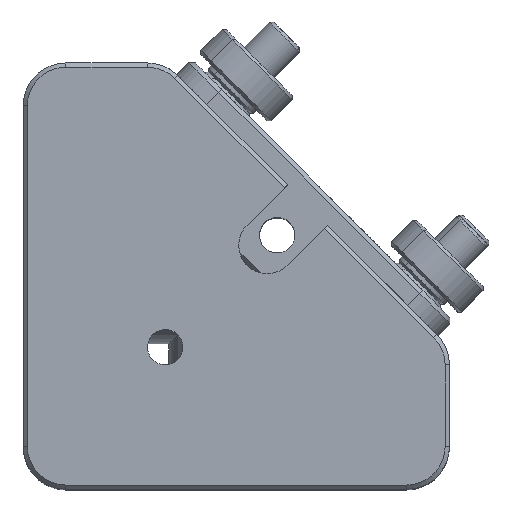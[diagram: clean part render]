
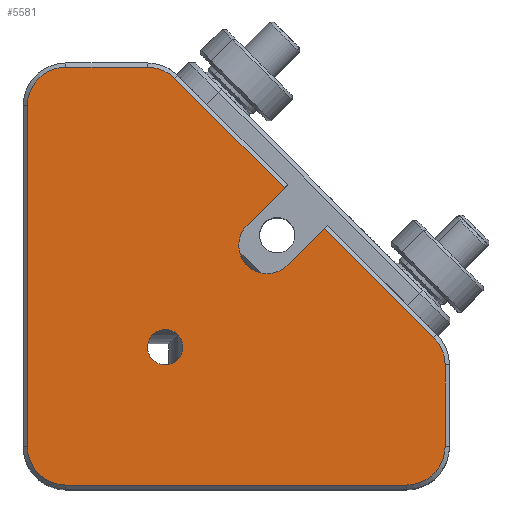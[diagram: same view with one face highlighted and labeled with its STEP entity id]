
A CAD part, top view. The second image highlights one B-rep face of the part: STEP entity #5581.
In plain terms, the highlighted planar face has unit normal (0, 0, 1).
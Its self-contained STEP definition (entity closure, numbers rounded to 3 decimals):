
#64 = CARTESIAN_POINT ( 'NONE',  ( 17.543, 14.263, 45. ) ) ;
#126 = CARTESIAN_POINT ( 'NONE',  ( -7.369, 19.051, 45. ) ) ;
#457 = VERTEX_POINT ( 'NONE', #18880 ) ;
#491 = DIRECTION ( 'NONE',  ( 0., 0., 1. ) ) ;
#525 = VERTEX_POINT ( 'NONE', #2369 ) ;
#542 = AXIS2_PLACEMENT_3D ( 'NONE', #6119, #13484, #12026 ) ;
#604 = CARTESIAN_POINT ( 'NONE',  ( -2.157, -5.737, 45. ) ) ;
#641 = CARTESIAN_POINT ( 'NONE',  ( -3.4, 11.263, 45. ) ) ;
#828 = DIRECTION ( 'NONE',  ( 0., 0., 1. ) ) ;
#1040 = EDGE_CURVE ( 'NONE', #18709, #11747, #10417, .T. ) ;
#1129 = LINE ( 'NONE', #1847, #4619 ) ;
#1282 = VERTEX_POINT ( 'NONE', #13695 ) ;
#1413 = ORIENTED_EDGE ( 'NONE', *, *, #10587, .T. ) ;
#1469 = DIRECTION ( 'NONE',  ( -1., 0., 0. ) ) ;
#1564 = VECTOR ( 'NONE', #8167, 1000. ) ;
#1570 = EDGE_CURVE ( 'NONE', #18559, #525, #16261, .T. ) ;
#1688 = EDGE_CURVE ( 'NONE', #5167, #2341, #12028, .T. ) ;
#1690 = CARTESIAN_POINT ( 'NONE',  ( -11.857, -12.737, 45. ) ) ;
#1799 = CARTESIAN_POINT ( 'NONE',  ( -0.907, -5.737, 45. ) ) ;
#1847 = CARTESIAN_POINT ( 'NONE',  ( -11.857, 14.263, 45. ) ) ;
#1868 = CARTESIAN_POINT ( 'NONE',  ( -9.157, -12.737, 45. ) ) ;
#2044 = AXIS2_PLACEMENT_3D ( 'NONE', #18406, #7731, #9434 ) ;
#2341 = VERTEX_POINT ( 'NONE', #16730 ) ;
#2354 = CARTESIAN_POINT ( 'NONE',  ( 14.843, -12.737, 45. ) ) ;
#2369 = CARTESIAN_POINT ( 'NONE',  ( 14.843, -15.437, 45. ) ) ;
#2424 = AXIS2_PLACEMENT_3D ( 'NONE', #6526, #9834, #9877 ) ;
#2527 = AXIS2_PLACEMENT_3D ( 'NONE', #1868, #491, #13981 ) ;
#2757 = EDGE_CURVE ( 'NONE', #525, #457, #11754, .T. ) ;
#2841 = DIRECTION ( 'NONE',  ( 0., 1., 0. ) ) ;
#2990 = CIRCLE ( 'NONE', #12536, 2.7 ) ;
#3079 = CARTESIAN_POINT ( 'NONE',  ( -3.4, 13.963, 45. ) ) ;
#3325 = CARTESIAN_POINT ( 'NONE',  ( 6.429, 0.02, 45. ) ) ;
#3439 = VECTOR ( 'NONE', #8753, 1000. ) ;
#3556 = EDGE_CURVE ( 'NONE', #18619, #12057, #16923, .T. ) ;
#3621 = ORIENTED_EDGE ( 'NONE', *, *, #7363, .T. ) ;
#3808 = VECTOR ( 'NONE', #1469, 1000. ) ;
#3926 = VECTOR ( 'NONE', #2841, 1000. ) ;
#4091 = VECTOR ( 'NONE', #13021, 1000. ) ;
#4118 = EDGE_LOOP ( 'NONE', ( #4976, #9590 ) ) ;
#4167 = LINE ( 'NONE', #126, #8576 ) ;
#4199 = CIRCLE ( 'NONE', #2044, 1.25 ) ;
#4344 = VERTEX_POINT ( 'NONE', #13616 ) ;
#4391 = FACE_OUTER_BOUND ( 'NONE', #17331, .T. ) ;
#4531 = CARTESIAN_POINT ( 'NONE',  ( -9.157, 13.963, 45. ) ) ;
#4619 = VECTOR ( 'NONE', #12311, 1000. ) ;
#4651 = ORIENTED_EDGE ( 'NONE', *, *, #12960, .T. ) ;
#4676 = CIRCLE ( 'NONE', #9263, 2.7 ) ;
#4966 = DIRECTION ( 'NONE',  ( -1., 0., 0. ) ) ;
#4976 = ORIENTED_EDGE ( 'NONE', *, *, #5104, .F. ) ;
#5104 = EDGE_CURVE ( 'NONE', #14380, #5230, #11610, .T. ) ;
#5167 = VERTEX_POINT ( 'NONE', #6841 ) ;
#5230 = VERTEX_POINT ( 'NONE', #19014 ) ;
#5581 = ADVANCED_FACE ( 'NONE', ( #16292, #4391 ), #5647, .F. ) ;
#5647 = PLANE ( 'NONE',  #11959 ) ;
#5983 = LINE ( 'NONE', #64, #3926 ) ;
#6055 = DIRECTION ( 'NONE',  ( -0.707, 0.707, 0. ) ) ;
#6119 = CARTESIAN_POINT ( 'NONE',  ( 14.843, -6.98, 45. ) ) ;
#6423 = ORIENTED_EDGE ( 'NONE', *, *, #1570, .T. ) ;
#6526 = CARTESIAN_POINT ( 'NONE',  ( 5.015, 1.434, 45. ) ) ;
#6591 = DIRECTION ( 'NONE',  ( 0., 0., 1. ) ) ;
#6603 = CARTESIAN_POINT ( 'NONE',  ( 17.543, -6.98, 45. ) ) ;
#6759 = EDGE_CURVE ( 'NONE', #11747, #12057, #4167, .T. ) ;
#6841 = CARTESIAN_POINT ( 'NONE',  ( 6.217, 5.465, 45. ) ) ;
#7035 = CARTESIAN_POINT ( 'NONE',  ( 6.429, 0.02, 45. ) ) ;
#7363 = EDGE_CURVE ( 'NONE', #457, #18709, #5983, .T. ) ;
#7722 = CARTESIAN_POINT ( 'NONE',  ( 16.752, -5.071, 45. ) ) ;
#7731 = DIRECTION ( 'NONE',  ( 0., 0., 1. ) ) ;
#7887 = DIRECTION ( 'NONE',  ( 0., 0., 1. ) ) ;
#8167 = DIRECTION ( 'NONE',  ( 1., 0., 0. ) ) ;
#8261 = DIRECTION ( 'NONE',  ( 0., 0., 1. ) ) ;
#8327 = DIRECTION ( 'NONE',  ( -1., 0., 0. ) ) ;
#8483 = EDGE_CURVE ( 'NONE', #16627, #18559, #9557, .T. ) ;
#8576 = VECTOR ( 'NONE', #6055, 1000. ) ;
#8753 = DIRECTION ( 'NONE',  ( -0.707, -0.707, 0. ) ) ;
#8930 = ORIENTED_EDGE ( 'NONE', *, *, #2757, .T. ) ;
#9143 = CARTESIAN_POINT ( 'NONE',  ( -9.157, -15.437, 45. ) ) ;
#9263 = AXIS2_PLACEMENT_3D ( 'NONE', #16845, #7887, #4966 ) ;
#9426 = ORIENTED_EDGE ( 'NONE', *, *, #1688, .T. ) ;
#9434 = DIRECTION ( 'NONE',  ( 1., 0., 0. ) ) ;
#9505 = ORIENTED_EDGE ( 'NONE', *, *, #6759, .T. ) ;
#9557 = CIRCLE ( 'NONE', #2527, 2.7 ) ;
#9590 = ORIENTED_EDGE ( 'NONE', *, *, #10993, .F. ) ;
#9834 = DIRECTION ( 'NONE',  ( 0., 0., 1. ) ) ;
#9860 = DIRECTION ( 'NONE',  ( -0.707, 0.707, 0. ) ) ;
#9877 = DIRECTION ( 'NONE',  ( 1., 0., 0. ) ) ;
#9953 = VECTOR ( 'NONE', #9860, 1000. ) ;
#10114 = ORIENTED_EDGE ( 'NONE', *, *, #13392, .T. ) ;
#10417 = CIRCLE ( 'NONE', #542, 2.7 ) ;
#10587 = EDGE_CURVE ( 'NONE', #1282, #4344, #4676, .T. ) ;
#10993 = EDGE_CURVE ( 'NONE', #5230, #14380, #4199, .T. ) ;
#11455 = EDGE_CURVE ( 'NONE', #13347, #18619, #14458, .T. ) ;
#11542 = CARTESIAN_POINT ( 'NONE',  ( -7.369, 19.051, 45. ) ) ;
#11610 = CIRCLE ( 'NONE', #13825, 1.25 ) ;
#11700 = DIRECTION ( 'NONE',  ( -1., 0., 0. ) ) ;
#11747 = VERTEX_POINT ( 'NONE', #7722 ) ;
#11754 = CIRCLE ( 'NONE', #16574, 2.7 ) ;
#11959 = AXIS2_PLACEMENT_3D ( 'NONE', #14608, #14664, #11700 ) ;
#12026 = DIRECTION ( 'NONE',  ( -1., 0., 0. ) ) ;
#12028 = LINE ( 'NONE', #11542, #9953 ) ;
#12057 = VERTEX_POINT ( 'NONE', #17719 ) ;
#12289 = CARTESIAN_POINT ( 'NONE',  ( 3.6, 2.849, 45. ) ) ;
#12311 = DIRECTION ( 'NONE',  ( 0., -1., 0. ) ) ;
#12536 = AXIS2_PLACEMENT_3D ( 'NONE', #641, #828, #18724 ) ;
#12960 = EDGE_CURVE ( 'NONE', #4344, #16627, #1129, .T. ) ;
#13021 = DIRECTION ( 'NONE',  ( 0.707, 0.707, 0. ) ) ;
#13119 = CARTESIAN_POINT ( 'NONE',  ( 3.6, 2.849, 45. ) ) ;
#13347 = VERTEX_POINT ( 'NONE', #12289 ) ;
#13392 = EDGE_CURVE ( 'NONE', #2341, #16493, #2990, .T. ) ;
#13484 = DIRECTION ( 'NONE',  ( 0., 0., 1. ) ) ;
#13598 = ORIENTED_EDGE ( 'NONE', *, *, #3556, .F. ) ;
#13616 = CARTESIAN_POINT ( 'NONE',  ( -11.857, 11.263, 45. ) ) ;
#13670 = LINE ( 'NONE', #13119, #3439 ) ;
#13695 = CARTESIAN_POINT ( 'NONE',  ( -9.157, 13.963, 45. ) ) ;
#13825 = AXIS2_PLACEMENT_3D ( 'NONE', #604, #6591, #17048 ) ;
#13981 = DIRECTION ( 'NONE',  ( -1., 0., 0. ) ) ;
#14000 = ORIENTED_EDGE ( 'NONE', *, *, #11455, .F. ) ;
#14062 = ORIENTED_EDGE ( 'NONE', *, *, #18910, .T. ) ;
#14180 = ORIENTED_EDGE ( 'NONE', *, *, #8483, .T. ) ;
#14380 = VERTEX_POINT ( 'NONE', #1799 ) ;
#14458 = CIRCLE ( 'NONE', #2424, 2. ) ;
#14538 = ORIENTED_EDGE ( 'NONE', *, *, #14981, .F. ) ;
#14608 = CARTESIAN_POINT ( 'NONE',  ( -12.157, 14.263, 45. ) ) ;
#14664 = DIRECTION ( 'NONE',  ( 0., 0., -1. ) ) ;
#14981 = EDGE_CURVE ( 'NONE', #5167, #13347, #13670, .T. ) ;
#16261 = LINE ( 'NONE', #17197, #1564 ) ;
#16292 = FACE_BOUND ( 'NONE', #4118, .T. ) ;
#16493 = VERTEX_POINT ( 'NONE', #3079 ) ;
#16574 = AXIS2_PLACEMENT_3D ( 'NONE', #2354, #8261, #8327 ) ;
#16627 = VERTEX_POINT ( 'NONE', #1690 ) ;
#16730 = CARTESIAN_POINT ( 'NONE',  ( -1.49, 13.172, 45. ) ) ;
#16845 = CARTESIAN_POINT ( 'NONE',  ( -9.157, 11.263, 45. ) ) ;
#16923 = LINE ( 'NONE', #7035, #4091 ) ;
#17048 = DIRECTION ( 'NONE',  ( 1., 0., 0. ) ) ;
#17197 = CARTESIAN_POINT ( 'NONE',  ( -12.157, -15.437, 45. ) ) ;
#17331 = EDGE_LOOP ( 'NONE', ( #19049, #9505, #13598, #14000, #14538, #9426, #10114, #14062, #1413, #4651, #14180, #6423, #8930, #3621 ) ) ;
#17719 = CARTESIAN_POINT ( 'NONE',  ( 9.045, 2.637, 45. ) ) ;
#17771 = LINE ( 'NONE', #4531, #3808 ) ;
#18406 = CARTESIAN_POINT ( 'NONE',  ( -2.157, -5.737, 45. ) ) ;
#18559 = VERTEX_POINT ( 'NONE', #9143 ) ;
#18619 = VERTEX_POINT ( 'NONE', #3325 ) ;
#18709 = VERTEX_POINT ( 'NONE', #6603 ) ;
#18724 = DIRECTION ( 'NONE',  ( -1., 0., 0. ) ) ;
#18880 = CARTESIAN_POINT ( 'NONE',  ( 17.543, -12.737, 45. ) ) ;
#18910 = EDGE_CURVE ( 'NONE', #16493, #1282, #17771, .T. ) ;
#19014 = CARTESIAN_POINT ( 'NONE',  ( -3.407, -5.737, 45. ) ) ;
#19049 = ORIENTED_EDGE ( 'NONE', *, *, #1040, .T. ) ;
